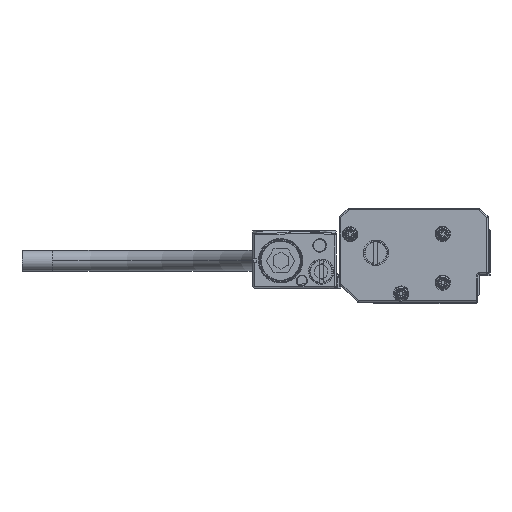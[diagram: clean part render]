
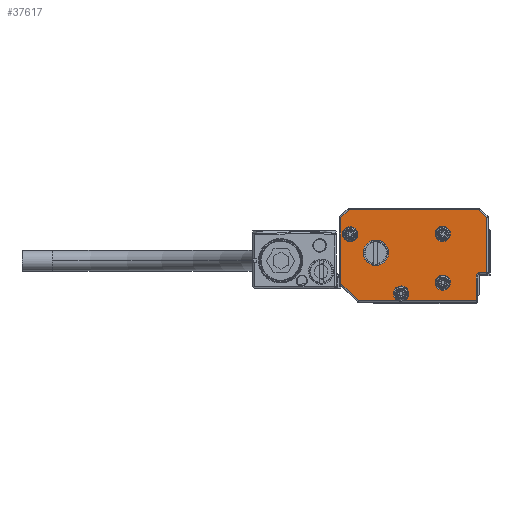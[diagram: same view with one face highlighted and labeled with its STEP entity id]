
A CAD part, left-side view. The second image highlights one B-rep face of the part: STEP entity #37617.
In plain terms, the highlighted planar face has unit normal (-1, 0, 0).
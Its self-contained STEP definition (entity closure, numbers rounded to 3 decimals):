
#37402=AXIS2_PLACEMENT_3D('Circle Axis2P3D',#37400,#37401,$) ;
#37430=AXIS2_PLACEMENT_3D('Circle Axis2P3D',#37428,#37429,$) ;
#37445=AXIS2_PLACEMENT_3D('Plane Axis2P3D',#37442,#37443,#37444) ;
#37449=AXIS2_PLACEMENT_3D('Circle Axis2P3D',#37447,#37448,$) ;
#37456=AXIS2_PLACEMENT_3D('Circle Axis2P3D',#37454,#37455,$) ;
#37463=AXIS2_PLACEMENT_3D('Circle Axis2P3D',#37461,#37462,$) ;
#37475=AXIS2_PLACEMENT_3D('Circle Axis2P3D',#37473,#37474,$) ;
#37547=AXIS2_PLACEMENT_3D('Circle Axis2P3D',#37545,#37546,$) ;
#37556=AXIS2_PLACEMENT_3D('Circle Axis2P3D',#37554,#37555,$) ;
#37565=AXIS2_PLACEMENT_3D('Circle Axis2P3D',#37563,#37564,$) ;
#37574=AXIS2_PLACEMENT_3D('Circle Axis2P3D',#37572,#37573,$) ;
#37583=AXIS2_PLACEMENT_3D('Circle Axis2P3D',#37581,#37582,$) ;
#37592=AXIS2_PLACEMENT_3D('Circle Axis2P3D',#37590,#37591,$) ;
#37601=AXIS2_PLACEMENT_3D('Circle Axis2P3D',#37599,#37600,$) ;
#37610=AXIS2_PLACEMENT_3D('Circle Axis2P3D',#37608,#37609,$) ;
#32569=CARTESIAN_POINT('Vertex',(-473.,8.4,-1.)) ;
#32571=CARTESIAN_POINT('Vertex',(-473.,7.,-1.)) ;
#32574=CARTESIAN_POINT('Line Origine',(-473.,3.5,-1.)) ;
#32578=CARTESIAN_POINT('Vertex',(-473.,21.793,-1.)) ;
#32590=CARTESIAN_POINT('Vertex',(-473.,-17.,-1.)) ;
#32593=CARTESIAN_POINT('Line Origine',(-473.,3.5,-1.)) ;
#37400=CARTESIAN_POINT('Axis2P3D Location',(-473.,7.7,1.4)) ;
#37404=CARTESIAN_POINT('Vertex',(-473.,5.2,1.4)) ;
#37425=CARTESIAN_POINT('Vertex',(-473.,9.894,0.201)) ;
#37428=CARTESIAN_POINT('Axis2P3D Location',(-473.,7.7,1.4)) ;
#37442=CARTESIAN_POINT('Axis2P3D Location',(-473.,-21.5,13.5)) ;
#37447=CARTESIAN_POINT('Axis2P3D Location',(-473.,7.7,1.4)) ;
#37451=CARTESIAN_POINT('Vertex',(-473.,10.2,1.4)) ;
#37454=CARTESIAN_POINT('Axis2P3D Location',(-473.,7.7,1.4)) ;
#37458=CARTESIAN_POINT('Vertex',(-473.,5.506,2.599)) ;
#37461=CARTESIAN_POINT('Axis2P3D Location',(-473.,7.7,1.4)) ;
#37466=CARTESIAN_POINT('Line Origine',(-473.,-17.,3.1)) ;
#37470=CARTESIAN_POINT('Vertex',(-473.,-17.,7.2)) ;
#37473=CARTESIAN_POINT('Axis2P3D Location',(-473.,-18.,7.2)) ;
#37477=CARTESIAN_POINT('Vertex',(-473.,-18.,8.2)) ;
#37480=CARTESIAN_POINT('Line Origine',(-473.,-19.25,8.2)) ;
#37484=CARTESIAN_POINT('Vertex',(-473.,-20.5,8.2)) ;
#37487=CARTESIAN_POINT('Line Origine',(-473.,-20.5,17.246)) ;
#37491=CARTESIAN_POINT('Vertex',(-473.,-20.5,26.293)) ;
#37494=CARTESIAN_POINT('Line Origine',(-473.,-19.146,27.646)) ;
#37498=CARTESIAN_POINT('Vertex',(-473.,-17.793,29.)) ;
#37501=CARTESIAN_POINT('Line Origine',(-473.,3.5,29.)) ;
#37505=CARTESIAN_POINT('Vertex',(-473.,24.793,29.)) ;
#37508=CARTESIAN_POINT('Line Origine',(-473.,26.146,27.646)) ;
#37512=CARTESIAN_POINT('Vertex',(-473.,27.5,26.293)) ;
#37515=CARTESIAN_POINT('Line Origine',(-473.,27.5,15.5)) ;
#37519=CARTESIAN_POINT('Vertex',(-473.,27.5,4.707)) ;
#37522=CARTESIAN_POINT('Line Origine',(-473.,24.646,1.854)) ;
#37545=CARTESIAN_POINT('Axis2P3D Location',(-473.,-6.,5.)) ;
#37549=CARTESIAN_POINT('Vertex',(-473.,-3.806,3.801)) ;
#37551=CARTESIAN_POINT('Vertex',(-473.,-8.194,6.199)) ;
#37554=CARTESIAN_POINT('Axis2P3D Location',(-473.,-6.,5.)) ;
#37563=CARTESIAN_POINT('Axis2P3D Location',(-473.,16.,14.8)) ;
#37567=CARTESIAN_POINT('Vertex',(-473.,11.85,14.8)) ;
#37569=CARTESIAN_POINT('Vertex',(-473.,20.15,14.8)) ;
#37572=CARTESIAN_POINT('Axis2P3D Location',(-473.,16.,14.8)) ;
#37581=CARTESIAN_POINT('Axis2P3D Location',(-473.,-6.,21.)) ;
#37585=CARTESIAN_POINT('Vertex',(-473.,-8.194,22.199)) ;
#37587=CARTESIAN_POINT('Vertex',(-473.,-3.806,19.801)) ;
#37590=CARTESIAN_POINT('Axis2P3D Location',(-473.,-6.,21.)) ;
#37599=CARTESIAN_POINT('Axis2P3D Location',(-473.,24.5,20.9)) ;
#37603=CARTESIAN_POINT('Vertex',(-473.,22.306,22.099)) ;
#37605=CARTESIAN_POINT('Vertex',(-473.,26.694,19.701)) ;
#37608=CARTESIAN_POINT('Axis2P3D Location',(-473.,24.5,20.9)) ;
#32575=DIRECTION('Vector Direction',(0.,1.,0.)) ;
#32594=DIRECTION('Vector Direction',(0.,1.,0.)) ;
#37401=DIRECTION('Axis2P3D Direction',(-1.,0.,0.)) ;
#37429=DIRECTION('Axis2P3D Direction',(-1.,0.,0.)) ;
#37443=DIRECTION('Axis2P3D Direction',(1.,0.,0.)) ;
#37444=DIRECTION('Axis2P3D XDirection',(0.,1.,0.)) ;
#37448=DIRECTION('Axis2P3D Direction',(1.,0.,0.)) ;
#37455=DIRECTION('Axis2P3D Direction',(1.,0.,0.)) ;
#37462=DIRECTION('Axis2P3D Direction',(1.,0.,0.)) ;
#37467=DIRECTION('Vector Direction',(0.,0.,1.)) ;
#37474=DIRECTION('Axis2P3D Direction',(1.,0.,0.)) ;
#37481=DIRECTION('Vector Direction',(0.,-1.,0.)) ;
#37488=DIRECTION('Vector Direction',(0.,0.,1.)) ;
#37495=DIRECTION('Vector Direction',(0.,-0.707,-0.707)) ;
#37502=DIRECTION('Vector Direction',(0.,1.,0.)) ;
#37509=DIRECTION('Vector Direction',(0.,0.707,-0.707)) ;
#37516=DIRECTION('Vector Direction',(0.,0.,-1.)) ;
#37523=DIRECTION('Vector Direction',(0.,-0.707,-0.707)) ;
#37546=DIRECTION('Axis2P3D Direction',(1.,0.,0.)) ;
#37555=DIRECTION('Axis2P3D Direction',(1.,0.,0.)) ;
#37564=DIRECTION('Axis2P3D Direction',(1.,0.,0.)) ;
#37573=DIRECTION('Axis2P3D Direction',(1.,0.,0.)) ;
#37582=DIRECTION('Axis2P3D Direction',(1.,0.,0.)) ;
#37591=DIRECTION('Axis2P3D Direction',(1.,0.,0.)) ;
#37600=DIRECTION('Axis2P3D Direction',(1.,0.,0.)) ;
#37609=DIRECTION('Axis2P3D Direction',(1.,0.,0.)) ;
#32576=VECTOR('Line Direction',#32575,1.) ;
#32595=VECTOR('Line Direction',#32594,1.) ;
#37468=VECTOR('Line Direction',#37467,1.) ;
#37482=VECTOR('Line Direction',#37481,1.) ;
#37489=VECTOR('Line Direction',#37488,1.) ;
#37496=VECTOR('Line Direction',#37495,1.) ;
#37503=VECTOR('Line Direction',#37502,1.) ;
#37510=VECTOR('Line Direction',#37509,1.) ;
#37517=VECTOR('Line Direction',#37516,1.) ;
#37524=VECTOR('Line Direction',#37523,1.) ;
#37528=ORIENTED_EDGE('',*,*,#37432,.T.) ;
#37529=ORIENTED_EDGE('',*,*,#37453,.T.) ;
#37530=ORIENTED_EDGE('',*,*,#37460,.T.) ;
#37531=ORIENTED_EDGE('',*,*,#37465,.T.) ;
#37532=ORIENTED_EDGE('',*,*,#37406,.T.) ;
#37533=ORIENTED_EDGE('',*,*,#32597,.F.) ;
#37534=ORIENTED_EDGE('',*,*,#37472,.F.) ;
#37535=ORIENTED_EDGE('',*,*,#37479,.F.) ;
#37536=ORIENTED_EDGE('',*,*,#37486,.F.) ;
#37537=ORIENTED_EDGE('',*,*,#37493,.F.) ;
#37538=ORIENTED_EDGE('',*,*,#37500,.F.) ;
#37539=ORIENTED_EDGE('',*,*,#37507,.F.) ;
#37540=ORIENTED_EDGE('',*,*,#37514,.F.) ;
#37541=ORIENTED_EDGE('',*,*,#37521,.F.) ;
#37542=ORIENTED_EDGE('',*,*,#37526,.F.) ;
#37543=ORIENTED_EDGE('',*,*,#32580,.F.) ;
#37560=ORIENTED_EDGE('',*,*,#37553,.T.) ;
#37561=ORIENTED_EDGE('',*,*,#37558,.T.) ;
#37578=ORIENTED_EDGE('',*,*,#37571,.T.) ;
#37579=ORIENTED_EDGE('',*,*,#37576,.T.) ;
#37596=ORIENTED_EDGE('',*,*,#37589,.T.) ;
#37597=ORIENTED_EDGE('',*,*,#37594,.T.) ;
#37614=ORIENTED_EDGE('',*,*,#37607,.T.) ;
#37615=ORIENTED_EDGE('',*,*,#37612,.T.) ;
#37562=FACE_BOUND('',#37559,.T.) ;
#37580=FACE_BOUND('',#37577,.T.) ;
#37598=FACE_BOUND('',#37595,.T.) ;
#37616=FACE_BOUND('',#37613,.T.) ;
#37617=ADVANCED_FACE('Brep With Voids',(#37544,#37562,#37580,#37598,#37616),#37446,.F.) ;
#37403=CIRCLE('generated circle',#37402,2.5) ;
#37431=CIRCLE('generated circle',#37430,2.5) ;
#37450=CIRCLE('generated circle',#37449,2.5) ;
#37457=CIRCLE('generated circle',#37456,2.5) ;
#37464=CIRCLE('generated circle',#37463,2.5) ;
#37476=CIRCLE('generated circle',#37475,1.) ;
#37548=CIRCLE('generated circle',#37547,2.5) ;
#37557=CIRCLE('generated circle',#37556,2.5) ;
#37566=CIRCLE('generated circle',#37565,4.15) ;
#37575=CIRCLE('generated circle',#37574,4.15) ;
#37584=CIRCLE('generated circle',#37583,2.5) ;
#37593=CIRCLE('generated circle',#37592,2.5) ;
#37602=CIRCLE('generated circle',#37601,2.5) ;
#37611=CIRCLE('generated circle',#37610,2.5) ;
#32580=EDGE_CURVE('',#32570,#32579,#32577,.T.) ;
#32597=EDGE_CURVE('',#32591,#32572,#32596,.T.) ;
#37406=EDGE_CURVE('',#37405,#32572,#37403,.F.) ;
#37432=EDGE_CURVE('',#32570,#37426,#37431,.F.) ;
#37453=EDGE_CURVE('',#37426,#37452,#37450,.T.) ;
#37460=EDGE_CURVE('',#37452,#37459,#37457,.T.) ;
#37465=EDGE_CURVE('',#37459,#37405,#37464,.T.) ;
#37472=EDGE_CURVE('',#37471,#32591,#37469,.F.) ;
#37479=EDGE_CURVE('',#37478,#37471,#37476,.F.) ;
#37486=EDGE_CURVE('',#37485,#37478,#37483,.F.) ;
#37493=EDGE_CURVE('',#37492,#37485,#37490,.F.) ;
#37500=EDGE_CURVE('',#37499,#37492,#37497,.T.) ;
#37507=EDGE_CURVE('',#37506,#37499,#37504,.F.) ;
#37514=EDGE_CURVE('',#37513,#37506,#37511,.F.) ;
#37521=EDGE_CURVE('',#37520,#37513,#37518,.F.) ;
#37526=EDGE_CURVE('',#32579,#37520,#37525,.F.) ;
#37553=EDGE_CURVE('',#37550,#37552,#37548,.T.) ;
#37558=EDGE_CURVE('',#37552,#37550,#37557,.T.) ;
#37571=EDGE_CURVE('',#37568,#37570,#37566,.T.) ;
#37576=EDGE_CURVE('',#37570,#37568,#37575,.T.) ;
#37589=EDGE_CURVE('',#37586,#37588,#37584,.T.) ;
#37594=EDGE_CURVE('',#37588,#37586,#37593,.T.) ;
#37607=EDGE_CURVE('',#37604,#37606,#37602,.T.) ;
#37612=EDGE_CURVE('',#37606,#37604,#37611,.T.) ;
#37527=EDGE_LOOP('',(#37528,#37529,#37530,#37531,#37532,#37533,#37534,#37535,#37536,#37537,#37538,#37539,#37540,#37541,#37542,#37543)) ;
#37559=EDGE_LOOP('',(#37560,#37561)) ;
#37577=EDGE_LOOP('',(#37578,#37579)) ;
#37595=EDGE_LOOP('',(#37596,#37597)) ;
#37613=EDGE_LOOP('',(#37614,#37615)) ;
#37544=FACE_OUTER_BOUND('',#37527,.T.) ;
#32577=LINE('Line',#32574,#32576) ;
#32596=LINE('Line',#32593,#32595) ;
#37469=LINE('Line',#37466,#37468) ;
#37483=LINE('Line',#37480,#37482) ;
#37490=LINE('Line',#37487,#37489) ;
#37497=LINE('Line',#37494,#37496) ;
#37504=LINE('Line',#37501,#37503) ;
#37511=LINE('Line',#37508,#37510) ;
#37518=LINE('Line',#37515,#37517) ;
#37525=LINE('Line',#37522,#37524) ;
#37446=PLANE('Plane',#37445) ;
#32570=VERTEX_POINT('',#32569) ;
#32572=VERTEX_POINT('',#32571) ;
#32579=VERTEX_POINT('',#32578) ;
#32591=VERTEX_POINT('',#32590) ;
#37405=VERTEX_POINT('',#37404) ;
#37426=VERTEX_POINT('',#37425) ;
#37452=VERTEX_POINT('',#37451) ;
#37459=VERTEX_POINT('',#37458) ;
#37471=VERTEX_POINT('',#37470) ;
#37478=VERTEX_POINT('',#37477) ;
#37485=VERTEX_POINT('',#37484) ;
#37492=VERTEX_POINT('',#37491) ;
#37499=VERTEX_POINT('',#37498) ;
#37506=VERTEX_POINT('',#37505) ;
#37513=VERTEX_POINT('',#37512) ;
#37520=VERTEX_POINT('',#37519) ;
#37550=VERTEX_POINT('',#37549) ;
#37552=VERTEX_POINT('',#37551) ;
#37568=VERTEX_POINT('',#37567) ;
#37570=VERTEX_POINT('',#37569) ;
#37586=VERTEX_POINT('',#37585) ;
#37588=VERTEX_POINT('',#37587) ;
#37604=VERTEX_POINT('',#37603) ;
#37606=VERTEX_POINT('',#37605) ;
